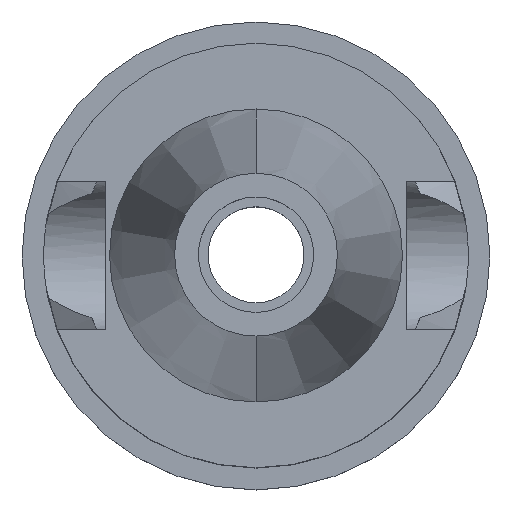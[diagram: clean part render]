
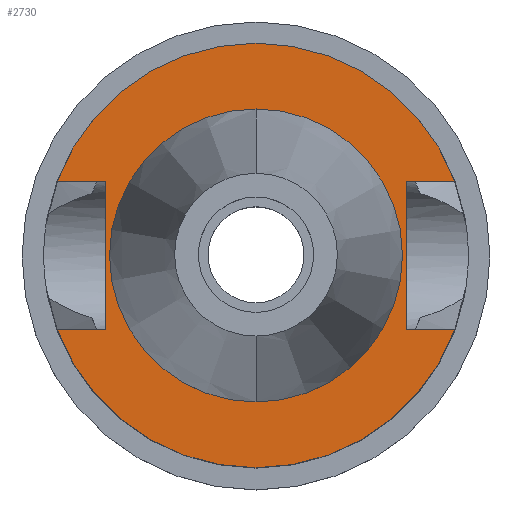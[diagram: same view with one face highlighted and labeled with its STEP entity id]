
A CAD part, top view. The second image highlights one B-rep face of the part: STEP entity #2730.
In plain terms, the highlighted planar face has unit normal (0, 0, 1).
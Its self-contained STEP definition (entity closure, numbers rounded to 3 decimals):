
#94=DIRECTION('',(0.,1.,0.));
#95=VECTOR('',#94,16.1);
#96=CARTESIAN_POINT('',(-16.3,-8.05,-1.));
#97=LINE('',#96,#95);
#101=DIRECTION('',(-1.,0.,0.));
#102=VECTOR('',#101,5.245);
#103=CARTESIAN_POINT('',(-16.3,8.05,-1.));
#104=LINE('',#103,#102);
#108=CARTESIAN_POINT('',(0.,0.,-1.));
#109=DIRECTION('',(0.,0.,-1.));
#110=DIRECTION('',(-0.937,0.35,0.));
#111=AXIS2_PLACEMENT_3D('',#108,#109,#110);
#116=CARTESIAN_POINT('',(0.,0.,-1.));
#117=DIRECTION('',(0.,0.,-1.));
#118=DIRECTION('',(0.,1.,0.));
#119=AXIS2_PLACEMENT_3D('',#116,#117,#118);
#124=DIRECTION('',(0.,-1.,0.));
#125=VECTOR('',#124,16.1);
#126=CARTESIAN_POINT('',(16.3,8.05,-1.));
#127=LINE('',#126,#125);
#131=DIRECTION('',(1.,0.,0.));
#132=VECTOR('',#131,5.245);
#133=CARTESIAN_POINT('',(16.3,-8.05,-1.));
#134=LINE('',#133,#132);
#138=CARTESIAN_POINT('',(0.,0.,-1.));
#139=DIRECTION('',(0.,0.,-1.));
#140=DIRECTION('',(0.937,-0.35,0.));
#141=AXIS2_PLACEMENT_3D('',#138,#139,#140);
#146=CARTESIAN_POINT('',(0.,0.,-1.));
#147=DIRECTION('',(0.,0.,-1.));
#148=DIRECTION('',(0.,-1.,0.));
#149=AXIS2_PLACEMENT_3D('',#146,#147,#148);
#154=CARTESIAN_POINT('',(0.,0.,-1.));
#155=DIRECTION('',(0.,0.,1.));
#156=DIRECTION('',(0.,-1.,0.));
#157=AXIS2_PLACEMENT_3D('',#154,#155,#156);
#162=CARTESIAN_POINT('',(0.,0.,-1.));
#163=DIRECTION('',(0.,0.,1.));
#164=DIRECTION('',(0.,1.,0.));
#165=AXIS2_PLACEMENT_3D('',#162,#163,#164);
#210=DIRECTION('',(-1.,0.,0.));
#211=VECTOR('',#210,5.245);
#212=CARTESIAN_POINT('',(-16.3,-8.05,-1.));
#213=LINE('',#212,#211);
#333=DIRECTION('',(1.,0.,0.));
#334=VECTOR('',#333,5.245);
#335=CARTESIAN_POINT('',(16.3,8.05,-1.));
#336=LINE('',#335,#334);
#2561=CARTESIAN_POINT('',(-16.3,-8.05,-1.));
#2562=VERTEX_POINT('',#2561);
#2563=CARTESIAN_POINT('',(-21.545,-8.05,-1.));
#2564=VERTEX_POINT('',#2563);
#2565=CARTESIAN_POINT('',(-16.3,8.05,-1.));
#2566=VERTEX_POINT('',#2565);
#2567=CARTESIAN_POINT('',(-21.545,8.05,-1.));
#2568=VERTEX_POINT('',#2567);
#2569=CARTESIAN_POINT('',(0.,23.,-1.));
#2570=CARTESIAN_POINT('',(21.545,8.05,-1.));
#2571=VERTEX_POINT('',#2569);
#2572=VERTEX_POINT('',#2570);
#2573=CARTESIAN_POINT('',(16.3,8.05,-1.));
#2574=VERTEX_POINT('',#2573);
#2575=CARTESIAN_POINT('',(16.3,-8.05,-1.));
#2576=VERTEX_POINT('',#2575);
#2577=CARTESIAN_POINT('',(21.545,-8.05,-1.));
#2578=VERTEX_POINT('',#2577);
#2579=CARTESIAN_POINT('',(0.,-23.,-1.));
#2580=VERTEX_POINT('',#2579);
#2581=CARTESIAN_POINT('',(0.,-15.875,-1.));
#2582=CARTESIAN_POINT('',(0.,15.875,-1.));
#2583=VERTEX_POINT('',#2581);
#2584=VERTEX_POINT('',#2582);
#2699=CARTESIAN_POINT('',(0.,0.,-1.));
#2700=DIRECTION('',(0.,0.,-1.));
#2701=DIRECTION('',(0.,-1.,0.));
#2702=AXIS2_PLACEMENT_3D('',#2699,#2700,#2701);
#2703=PLANE('',#2702);
#2705=ORIENTED_EDGE('',*,*,#2704,.T.);
#2707=ORIENTED_EDGE('',*,*,#2706,.T.);
#2709=ORIENTED_EDGE('',*,*,#2708,.T.);
#2711=ORIENTED_EDGE('',*,*,#2710,.T.);
#2713=ORIENTED_EDGE('',*,*,#2712,.F.);
#2715=ORIENTED_EDGE('',*,*,#2714,.T.);
#2717=ORIENTED_EDGE('',*,*,#2716,.T.);
#2719=ORIENTED_EDGE('',*,*,#2718,.T.);
#2721=ORIENTED_EDGE('',*,*,#2720,.T.);
#2723=ORIENTED_EDGE('',*,*,#2722,.F.);
#2724=EDGE_LOOP('',(#2705,#2707,#2709,#2711,#2713,#2715,#2717,#2719,#2721,
#2723));
#2725=FACE_OUTER_BOUND('',#2724,.F.);
#2726=ORIENTED_EDGE('',*,*,#2678,.T.);
#2727=ORIENTED_EDGE('',*,*,#2694,.T.);
#2728=EDGE_LOOP('',(#2726,#2727));
#2729=FACE_BOUND('',#2728,.F.);
#112=CIRCLE('',#111,23.);
#120=CIRCLE('',#119,23.);
#142=CIRCLE('',#141,23.);
#150=CIRCLE('',#149,23.);
#158=CIRCLE('',#157,15.875);
#166=CIRCLE('',#165,15.875);
#2678=EDGE_CURVE('',#2583,#2584,#158,.T.);
#2694=EDGE_CURVE('',#2584,#2583,#166,.T.);
#2704=EDGE_CURVE('',#2562,#2566,#97,.T.);
#2706=EDGE_CURVE('',#2566,#2568,#104,.T.);
#2708=EDGE_CURVE('',#2568,#2571,#112,.T.);
#2710=EDGE_CURVE('',#2571,#2572,#120,.T.);
#2712=EDGE_CURVE('',#2574,#2572,#336,.T.);
#2714=EDGE_CURVE('',#2574,#2576,#127,.T.);
#2716=EDGE_CURVE('',#2576,#2578,#134,.T.);
#2718=EDGE_CURVE('',#2578,#2580,#142,.T.);
#2720=EDGE_CURVE('',#2580,#2564,#150,.T.);
#2722=EDGE_CURVE('',#2562,#2564,#213,.T.);
#2730=ADVANCED_FACE('',(#2725,#2729),#2703,.F.);
